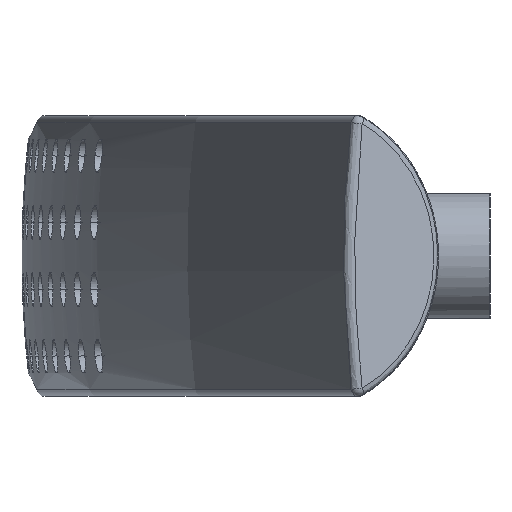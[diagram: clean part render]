
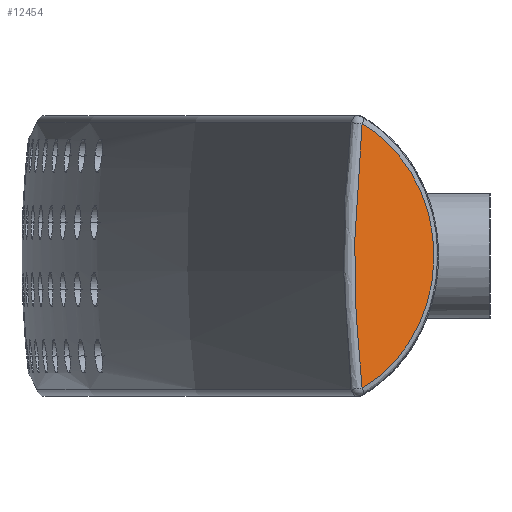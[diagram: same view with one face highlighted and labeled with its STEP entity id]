
A CAD part, left-side view. The second image highlights one B-rep face of the part: STEP entity #12454.
In plain terms, the highlighted planar face has unit normal (-0.895, -0.446, 0).
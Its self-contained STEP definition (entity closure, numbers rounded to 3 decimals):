
#964 = CARTESIAN_POINT ( 'NONE',  ( -82.143, 7.325, 7.712 ) ) ;
#1069 = CARTESIAN_POINT ( 'NONE',  ( -81.166, 5.362, 5.923 ) ) ;
#1291 = CARTESIAN_POINT ( 'NONE',  ( -80.833, 4.694, 4.96 ) ) ;
#1331 = EDGE_CURVE ( 'NONE', #16384, #15559, #14048, .T. ) ;
#2172 = CARTESIAN_POINT ( 'NONE',  ( -81.167, 5.365, -5.928 ) ) ;
#2744 = CARTESIAN_POINT ( 'NONE',  ( -82.527, 8.097, 2.644 ) ) ;
#2935 = CARTESIAN_POINT ( 'NONE',  ( -81.55, 6.135, 6.77 ) ) ;
#3048 = CARTESIAN_POINT ( 'NONE',  ( -80.409, 3.842, 3.18 ) ) ;
#3083 = CARTESIAN_POINT ( 'NONE',  ( -82.453, 7.948, 5.277 ) ) ;
#4429 = PLANE ( 'NONE',  #20604 ) ;
#4682 = CARTESIAN_POINT ( 'NONE',  ( -80.552, 4.129, 3.919 ) ) ;
#5552 = CARTESIAN_POINT ( 'NONE',  ( -82.304, 7.649, -7.9 ) ) ;
#5988 = CARTESIAN_POINT ( 'NONE',  ( -80.165, 3.352, -0.407 ) ) ;
#6445 = CARTESIAN_POINT ( 'NONE',  ( -82.304, 7.649, 7.9 ) ) ;
#8155 = CARTESIAN_POINT ( 'NONE',  ( -83.218, 9.485, -3.95 ) ) ;
#8845 = CARTESIAN_POINT ( 'NONE',  ( -80.94, 4.908, -5.299 ) ) ;
#8989 = B_SPLINE_CURVE_WITH_KNOTS ( 'NONE', 3,
 ( #5552, #20760, #12233, #18993, #2172, #8845, #18014, #11248, #16377, #19663, #12770, #14752, #17899, #9384, #5988, #12665, #9604, #9275, #16036, #3048, #4682, #1291, #21419, #1069, #19325, #2935, #15929, #17787, #964, #6445 ),
 .UNSPECIFIED., .F., .F.,
 ( 4, 2, 2, 2, 2, 2, 2, 2, 2, 2, 2, 2, 2, 2, 4 ),
 ( 0., 0.002, 0.004, 0.005, 0.006, 0.007, 0.008, 0.01, 0.011, 0.012, 0.015, 0.016, 0.017, 0.018, 0.019 ),
 .UNSPECIFIED. ) ;
#9275 = CARTESIAN_POINT ( 'NONE',  ( -80.226, 3.474, 1.603 ) ) ;
#9384 = CARTESIAN_POINT ( 'NONE',  ( -80.178, 3.377, -0.817 ) ) ;
#9604 = CARTESIAN_POINT ( 'NONE',  ( -80.177, 3.376, 0.804 ) ) ;
#10185 = ORIENTED_EDGE ( 'NONE', *, *, #21539, .T. ) ;
#11059 = CARTESIAN_POINT ( 'NONE',  ( -82.304, 7.649, -7.9 ) ) ;
#11248 = CARTESIAN_POINT ( 'NONE',  ( -80.65, 4.325, -4.281 ) ) ;
#12233 = CARTESIAN_POINT ( 'NONE',  ( -81.688, 6.411, -7.057 ) ) ;
#12277 = CARTESIAN_POINT ( 'NONE',  ( -82.304, 7.649, -7.9 ) ) ;
#12454 = ADVANCED_FACE ( 'NONE', ( #17432 ), #4429, .F. ) ;
#12665 = CARTESIAN_POINT ( 'NONE',  ( -80.165, 3.352, 0.402 ) ) ;
#12770 = CARTESIAN_POINT ( 'NONE',  ( -80.361, 3.745, -2.791 ) ) ;
#12826 = ORIENTED_EDGE ( 'NONE', *, *, #1331, .T. ) ;
#12854 = DIRECTION ( 'NONE',  ( 0., 0., -1. ) ) ;
#13180 = DIRECTION ( 'NONE',  ( 0.895, 0.446, 0. ) ) ;
#14048 = B_SPLINE_CURVE_WITH_KNOTS ( 'NONE', 3,
 ( #18046, #3083, #2744, #14783, #19807, #11059 ),
 .UNSPECIFIED., .F., .F.,
 ( 4, 2, 4 ),
 ( 0., 0.008, 0.016 ),
 .UNSPECIFIED. ) ;
#14752 = CARTESIAN_POINT ( 'NONE',  ( -80.264, 3.55, -2.015 ) ) ;
#14783 = CARTESIAN_POINT ( 'NONE',  ( -82.527, 8.097, -2.644 ) ) ;
#15309 = EDGE_LOOP ( 'NONE', ( #10185, #12826 ) ) ;
#15559 = VERTEX_POINT ( 'NONE', #12277 ) ;
#15929 = CARTESIAN_POINT ( 'NONE',  ( -81.691, 6.417, 7.028 ) ) ;
#16036 = CARTESIAN_POINT ( 'NONE',  ( -80.263, 3.548, 2.002 ) ) ;
#16377 = CARTESIAN_POINT ( 'NONE',  ( -80.566, 4.157, -3.921 ) ) ;
#16384 = VERTEX_POINT ( 'NONE', #20838 ) ;
#17432 = FACE_OUTER_BOUND ( 'NONE', #15309, .T. ) ;
#17787 = CARTESIAN_POINT ( 'NONE',  ( -81.988, 7.013, 7.5 ) ) ;
#17899 = CARTESIAN_POINT ( 'NONE',  ( -80.227, 3.477, -1.62 ) ) ;
#18014 = CARTESIAN_POINT ( 'NONE',  ( -80.836, 4.7, -4.97 ) ) ;
#18046 = CARTESIAN_POINT ( 'NONE',  ( -82.304, 7.649, 7.9 ) ) ;
#18993 = CARTESIAN_POINT ( 'NONE',  ( -81.292, 5.616, -6.228 ) ) ;
#19325 = CARTESIAN_POINT ( 'NONE',  ( -81.288, 5.607, 6.218 ) ) ;
#19663 = CARTESIAN_POINT ( 'NONE',  ( -80.421, 3.866, -3.172 ) ) ;
#19807 = CARTESIAN_POINT ( 'NONE',  ( -82.453, 7.948, -5.277 ) ) ;
#20604 = AXIS2_PLACEMENT_3D ( 'NONE', #8155, #13180, #12854 ) ;
#20760 = CARTESIAN_POINT ( 'NONE',  ( -81.981, 7., -7.523 ) ) ;
#20838 = CARTESIAN_POINT ( 'NONE',  ( -82.304, 7.649, 7.9 ) ) ;
#21419 = CARTESIAN_POINT ( 'NONE',  ( -80.939, 4.906, 5.296 ) ) ;
#21539 = EDGE_CURVE ( 'NONE', #15559, #16384, #8989, .T. ) ;
